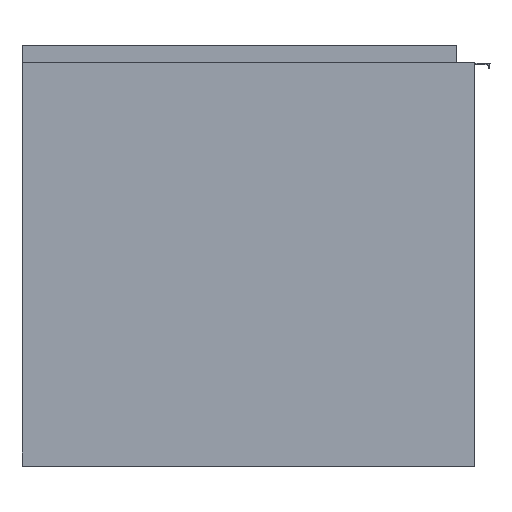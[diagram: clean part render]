
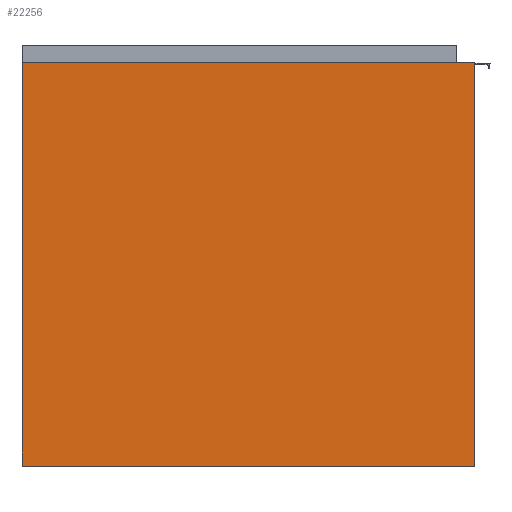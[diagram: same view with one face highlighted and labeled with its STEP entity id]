
A CAD part, left-side view. The second image highlights one B-rep face of the part: STEP entity #22256.
In plain terms, the highlighted planar face has unit normal (-1, 0, 0).
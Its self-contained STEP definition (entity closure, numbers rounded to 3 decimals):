
#2058=FACE_OUTER_BOUND('',#3337,.T.);
#3337=EDGE_LOOP('',(#16005,#16006,#16007,#16008));
#5000=LINE('',#33064,#7369);
#5004=LINE('',#33072,#7373);
#5007=LINE('',#33078,#7376);
#5010=LINE('',#33083,#7379);
#7369=VECTOR('',#26613,462.);
#7373=VECTOR('',#26619,412.);
#7376=VECTOR('',#26624,462.);
#7379=VECTOR('',#26629,412.);
#9623=VERTEX_POINT('',#33062);
#9624=VERTEX_POINT('',#33063);
#9627=VERTEX_POINT('',#33071);
#9629=VERTEX_POINT('',#33077);
#12025=EDGE_CURVE('',#9623,#9624,#5000,.T.);
#12029=EDGE_CURVE('',#9627,#9623,#5004,.T.);
#12032=EDGE_CURVE('',#9629,#9627,#5007,.T.);
#12035=EDGE_CURVE('',#9624,#9629,#5010,.T.);
#16005=ORIENTED_EDGE('',*,*,#12035,.F.);
#16006=ORIENTED_EDGE('',*,*,#12025,.F.);
#16007=ORIENTED_EDGE('',*,*,#12029,.F.);
#16008=ORIENTED_EDGE('',*,*,#12032,.F.);
#21420=PLANE('',#23641);
#22256=ADVANCED_FACE('',(#2058),#21420,.F.);
#23641=AXIS2_PLACEMENT_3D('',#33086,#26633,#26634);
#26613=DIRECTION('',(0.,1.,0.));
#26619=DIRECTION('',(0.,0.,-1.));
#26624=DIRECTION('',(0.,-1.,0.));
#26629=DIRECTION('',(0.,0.,1.));
#26633=DIRECTION('center_axis',(1.,0.,0.));
#26634=DIRECTION('ref_axis',(0.,0.,-1.));
#33062=CARTESIAN_POINT('',(0.,0.,0.));
#33063=CARTESIAN_POINT('',(0.,462.,0.));
#33064=CARTESIAN_POINT('',(0.,0.,0.));
#33071=CARTESIAN_POINT('',(0.,0.,412.));
#33072=CARTESIAN_POINT('',(0.,0.,412.));
#33077=CARTESIAN_POINT('',(0.,462.,412.));
#33078=CARTESIAN_POINT('',(0.,462.,412.));
#33083=CARTESIAN_POINT('',(0.,462.,0.));
#33086=CARTESIAN_POINT('Origin',(0.,231.,206.));
